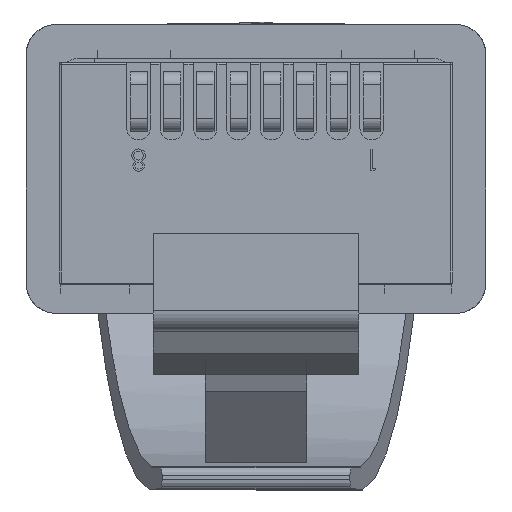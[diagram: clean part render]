
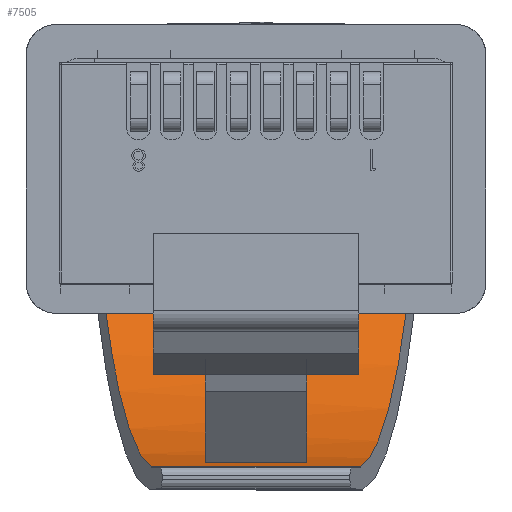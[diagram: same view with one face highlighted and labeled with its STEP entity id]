
A CAD part, front view. The second image highlights one B-rep face of the part: STEP entity #7505.
In plain terms, the highlighted cylindrical face has radius 12.7 mm (diameter 25.4 mm), a partial arc.
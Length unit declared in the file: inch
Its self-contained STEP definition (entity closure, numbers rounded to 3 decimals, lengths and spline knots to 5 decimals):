
#426 = DIRECTION ( 'NONE',  ( -1., 0., 0. ) ) ;
#939 = CARTESIAN_POINT ( 'NONE',  ( -0.17563, 0.169, 0.06 ) ) ;
#1029 = CYLINDRICAL_SURFACE ( 'NONE', #12858, 0.5 ) ;
#1264 = ORIENTED_EDGE ( 'NONE', *, *, #9343, .F. ) ;
#1464 = VECTOR ( 'NONE', #11446, 39.37008 ) ;
#1985 = CARTESIAN_POINT ( 'NONE',  ( -0.12265, 0.34896, 0.39906 ) ) ;
#2217 = CARTESIAN_POINT ( 'NONE',  ( -0.14362, 0.3363, 0.26482 ) ) ;
#2289 = EDGE_CURVE ( 'NONE', #7235, #6123, #9583, .T. ) ;
#2669 = CARTESIAN_POINT ( 'NONE',  ( 0.17562, 0.169, 0.06 ) ) ;
#2732 = CARTESIAN_POINT ( 'NONE',  ( 0.16223, 0.27309, 0.14571 ) ) ;
#2796 = VECTOR ( 'NONE', #426, 39.37008 ) ;
#3786 = ORIENTED_EDGE ( 'NONE', *, *, #5672, .F. ) ;
#4206 = CARTESIAN_POINT ( 'NONE',  ( 0.185, 0.169, 0.06 ) ) ;
#4423 = CARTESIAN_POINT ( 'NONE',  ( -0.17563, 0.169, 0.06 ) ) ;
#4622 = VERTEX_POINT ( 'NONE', #4423 ) ;
#4680 = CARTESIAN_POINT ( 'NONE',  ( 0.12265, 0.34896, 0.39906 ) ) ;
#5463 = VERTEX_POINT ( 'NONE', #6224 ) ;
#5672 = EDGE_CURVE ( 'NONE', #7235, #5463, #8475, .T. ) ;
#5673 =( BOUNDED_CURVE ( )  B_SPLINE_CURVE ( 3, ( #939, #6233, #2217, #6305 ),
 .UNSPECIFIED., .F., .F. ) 
 B_SPLINE_CURVE_WITH_KNOTS ( ( 4, 4 ),
 ( 0.68888, 1.47683 ),
 .UNSPECIFIED. ) 
 CURVE ( )  GEOMETRIC_REPRESENTATION_ITEM ( )  RATIONAL_B_SPLINE_CURVE ( ( 1., 0.949, 0.949, 1. ) ) 
 REPRESENTATION_ITEM ( '' )  );
#5674 = ORIENTED_EDGE ( 'NONE', *, *, #7003, .F. ) ;
#5825 = CARTESIAN_POINT ( 'NONE',  ( 0.14362, 0.3363, 0.26482 ) ) ;
#6020 = DIRECTION ( 'NONE',  ( -1., 0., 0. ) ) ;
#6123 = VERTEX_POINT ( 'NONE', #1985 ) ;
#6224 = CARTESIAN_POINT ( 'NONE',  ( 0.17562, 0.169, 0.06 ) ) ;
#6233 = CARTESIAN_POINT ( 'NONE',  ( -0.16223, 0.27309, 0.14571 ) ) ;
#6305 = CARTESIAN_POINT ( 'NONE',  ( -0.12265, 0.34896, 0.39906 ) ) ;
#7003 = EDGE_CURVE ( 'NONE', #4622, #6123, #5673, .T. ) ;
#7235 = VERTEX_POINT ( 'NONE', #12382 ) ;
#7505 = ADVANCED_FACE ( 'NONE', ( #10145 ), #1029, .F. ) ;
#8475 =( BOUNDED_CURVE ( )  B_SPLINE_CURVE ( 3, ( #4680, #5825, #2732, #2669 ),
 .UNSPECIFIED., .F., .F. ) 
 B_SPLINE_CURVE_WITH_KNOTS ( ( 4, 4 ),
 ( 1.66477, 2.45271 ),
 .UNSPECIFIED. ) 
 CURVE ( )  GEOMETRIC_REPRESENTATION_ITEM ( )  RATIONAL_B_SPLINE_CURVE ( ( 1., 0.949, 0.949, 1. ) ) 
 REPRESENTATION_ITEM ( '' )  );
#8639 = CARTESIAN_POINT ( 'NONE',  ( 0.185, 0.34896, 0.39906 ) ) ;
#8855 = ORIENTED_EDGE ( 'NONE', *, *, #2289, .T. ) ;
#9059 = CARTESIAN_POINT ( 'NONE',  ( 0.185, -0.14884, 0.44598 ) ) ;
#9343 = EDGE_CURVE ( 'NONE', #5463, #4622, #11512, .T. ) ;
#9583 = LINE ( 'NONE', #8639, #2796 ) ;
#10145 = FACE_OUTER_BOUND ( 'NONE', #12029, .T. ) ;
#11446 = DIRECTION ( 'NONE',  ( -1., 0., 0. ) ) ;
#11512 = LINE ( 'NONE', #4206, #1464 ) ;
#12029 = EDGE_LOOP ( 'NONE', ( #5674, #1264, #3786, #8855 ) ) ;
#12112 = DIRECTION ( 'NONE',  ( 0., 0., 1. ) ) ;
#12382 = CARTESIAN_POINT ( 'NONE',  ( 0.12265, 0.34896, 0.39906 ) ) ;
#12858 = AXIS2_PLACEMENT_3D ( 'NONE', #9059, #6020, #12112 ) ;
